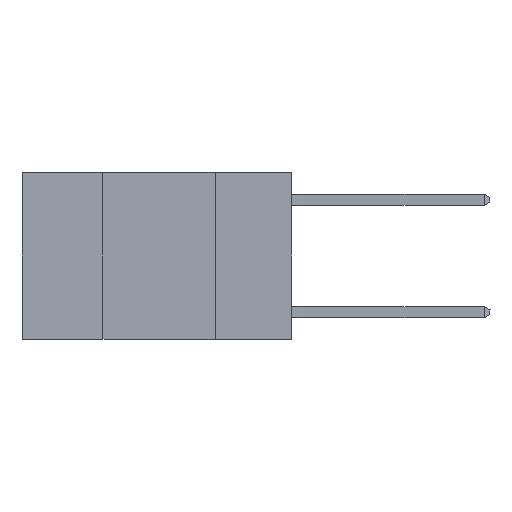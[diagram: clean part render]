
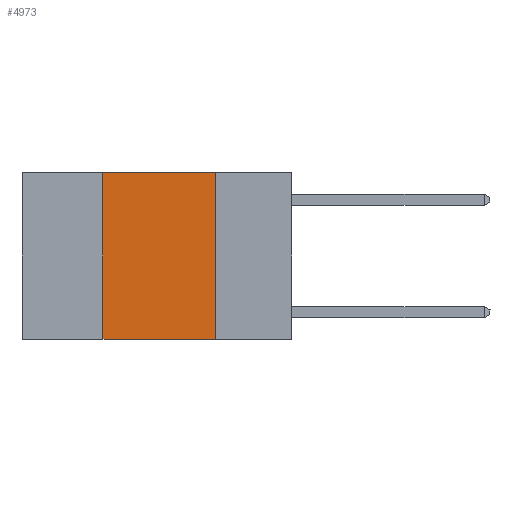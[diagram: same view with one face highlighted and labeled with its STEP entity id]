
A CAD part, left-side view. The second image highlights one B-rep face of the part: STEP entity #4973.
In plain terms, the highlighted planar face has unit normal (-1, 0, 0).
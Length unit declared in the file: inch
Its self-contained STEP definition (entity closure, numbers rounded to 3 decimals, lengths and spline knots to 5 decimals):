
#389 = CARTESIAN_POINT ( 'NONE',  ( 0., 0.6, -0.37 ) ) ;
#916 = LINE ( 'NONE', #389, #9849 ) ;
#1216 = VERTEX_POINT ( 'NONE', #7668 ) ;
#2152 = CARTESIAN_POINT ( 'NONE',  ( 0., 0.6, 0. ) ) ;
#2324 = CARTESIAN_POINT ( 'NONE',  ( 0., 0.17, 0. ) ) ;
#2692 = VECTOR ( 'NONE', #11699, 39.37008 ) ;
#3116 = FACE_OUTER_BOUND ( 'NONE', #5952, .T. ) ;
#3155 = EDGE_CURVE ( 'NONE', #12300, #16770, #6927, .T. ) ;
#3377 = CARTESIAN_POINT ( 'NONE',  ( 0., 0.42, -0.37 ) ) ;
#4532 = DIRECTION ( 'NONE',  ( 0., -1., 0. ) ) ;
#4663 = CARTESIAN_POINT ( 'NONE',  ( 0., 0.17, -0.37 ) ) ;
#4869 = EDGE_CURVE ( 'NONE', #15667, #16770, #916, .T. ) ;
#4973 = ADVANCED_FACE ( 'NONE', ( #3116 ), #5282, .F. ) ;
#5282 = PLANE ( 'NONE',  #12256 ) ;
#5952 = EDGE_LOOP ( 'NONE', ( #10564, #15311, #6754, #16450 ) ) ;
#6754 = ORIENTED_EDGE ( 'NONE', *, *, #10631, .F. ) ;
#6927 = LINE ( 'NONE', #2324, #2692 ) ;
#6941 = DIRECTION ( 'NONE',  ( 0., 0., -1. ) ) ;
#7668 = CARTESIAN_POINT ( 'NONE',  ( 0., 0.42, 0. ) ) ;
#9849 = VECTOR ( 'NONE', #9872, 39.37008 ) ;
#9872 = DIRECTION ( 'NONE',  ( 0., -1., 0. ) ) ;
#9875 = DIRECTION ( 'NONE',  ( 0., 0., 1. ) ) ;
#10564 = ORIENTED_EDGE ( 'NONE', *, *, #3155, .F. ) ;
#10631 = EDGE_CURVE ( 'NONE', #15667, #1216, #15115, .T. ) ;
#10924 = VECTOR ( 'NONE', #9875, 39.37008 ) ;
#11699 = DIRECTION ( 'NONE',  ( 0., 0., -1. ) ) ;
#12256 = AXIS2_PLACEMENT_3D ( 'NONE', #2152, #16411, #6941 ) ;
#12300 = VERTEX_POINT ( 'NONE', #16778 ) ;
#12416 = CARTESIAN_POINT ( 'NONE',  ( 0., 0.6, 0. ) ) ;
#12438 = EDGE_CURVE ( 'NONE', #1216, #12300, #19738, .T. ) ;
#13394 = CARTESIAN_POINT ( 'NONE',  ( 0., 0.42, 0. ) ) ;
#14039 = VECTOR ( 'NONE', #4532, 39.37008 ) ;
#15115 = LINE ( 'NONE', #13394, #10924 ) ;
#15311 = ORIENTED_EDGE ( 'NONE', *, *, #12438, .F. ) ;
#15667 = VERTEX_POINT ( 'NONE', #3377 ) ;
#16411 = DIRECTION ( 'NONE',  ( 1., 0., 0. ) ) ;
#16450 = ORIENTED_EDGE ( 'NONE', *, *, #4869, .T. ) ;
#16770 = VERTEX_POINT ( 'NONE', #4663 ) ;
#16778 = CARTESIAN_POINT ( 'NONE',  ( 0., 0.17, 0. ) ) ;
#19738 = LINE ( 'NONE', #12416, #14039 ) ;
